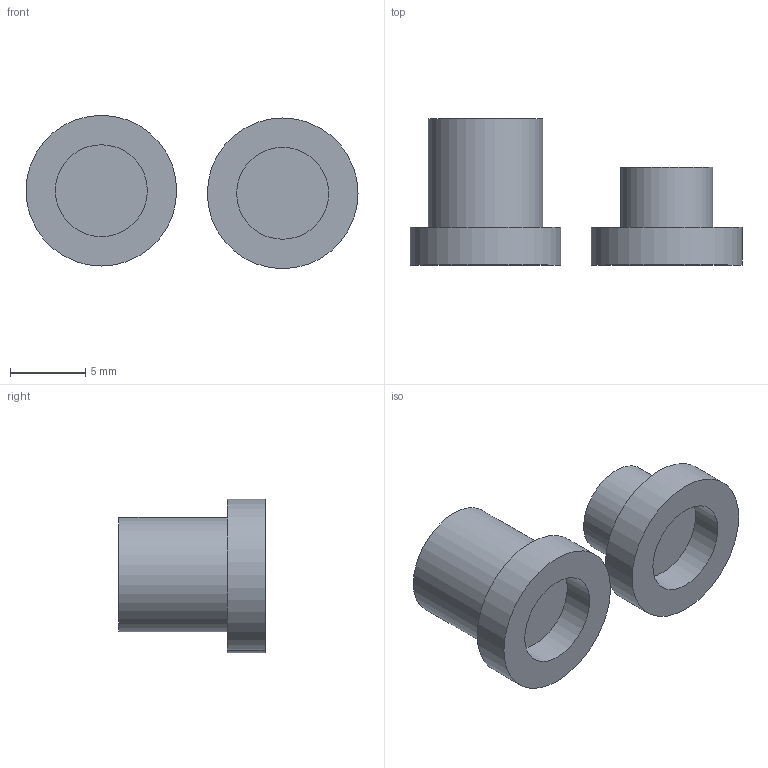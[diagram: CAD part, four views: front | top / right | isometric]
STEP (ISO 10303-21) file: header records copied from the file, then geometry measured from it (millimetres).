
FILE_DESCRIPTION(/* description */ (''),/* implementation_level */ '2;1');
FILE_NAME(/* name */ 'Magnet Mount Fast Print.stp',/* time_stamp */ '2024-11-09T12:27:56+01:00',/* author */ ('wszaf'),/* organization */ (''),/* preprocessor_version */ 'ST-DEVELOPER v20',/* originating_system */ 'Autodesk Inventor 2024',/* authorisation */ '');
FILE_SCHEMA (('AUTOMOTIVE_DESIGN { 1 0 10303 214 3 1 1 }'));
Length unit declared in the file: millimetre
Products named in the file (1): Multiboard Thread insert
Bounding box: 22.03 x 9.7 x 10.18 mm (x, y, z)
Volume: 600.4 mm3; surface area: 875.7 mm2
Topology: 2 solids, 2 shells, 16 faces, 21 edges, 14 vertices
Faces by surface type: plane 9, cylinder 7
Full cylindrical faces by diameter (mm): 6 x1, 6.1 x3, 7.6 x1, 10 x2
Entity records: 381 total; most frequent: DIRECTION 69, CARTESIAN_POINT 52, ORIENTED_EDGE 42, AXIS2_PLACEMENT_3D 31, EDGE_LOOP 21, EDGE_CURVE 21, FACE_OUTER_BOUND 16, ADVANCED_FACE 16
